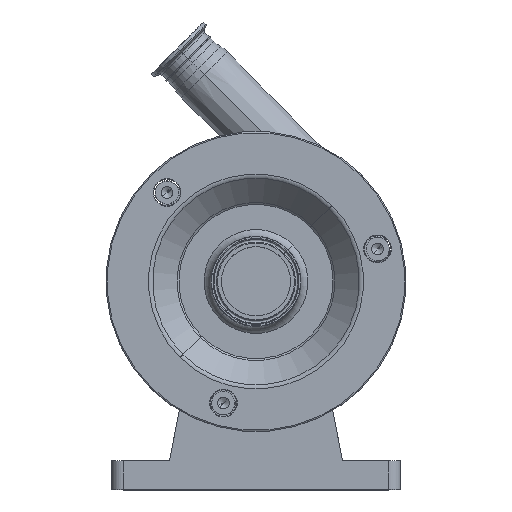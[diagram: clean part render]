
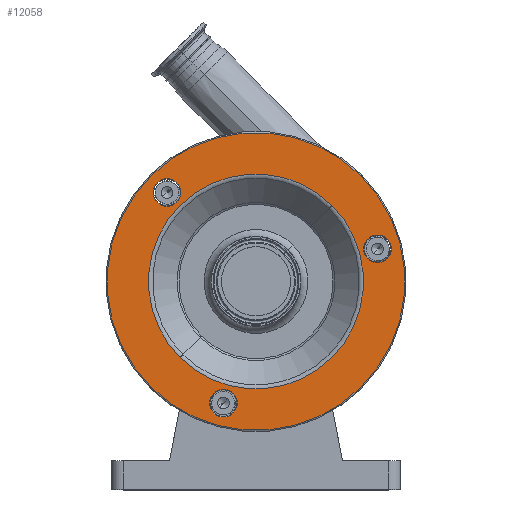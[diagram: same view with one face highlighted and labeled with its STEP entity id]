
A CAD part, top view. The second image highlights one B-rep face of the part: STEP entity #12058.
In plain terms, the highlighted planar face has unit normal (0, 0, 1).
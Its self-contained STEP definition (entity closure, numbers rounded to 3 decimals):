
#71 = DIRECTION ( 'NONE',  ( -0.707, -0.707, 0. ) ) ;
#268 = VERTEX_POINT ( 'NONE', #2511 ) ;
#304 = EDGE_LOOP ( 'NONE', ( #2564, #13392 ) ) ;
#365 = EDGE_CURVE ( 'NONE', #1690, #14492, #5364, .T. ) ;
#423 = EDGE_CURVE ( 'NONE', #9958, #1911, #14838, .T. ) ;
#449 = DIRECTION ( 'NONE',  ( -0.707, -0.707, 0. ) ) ;
#465 = CARTESIAN_POINT ( 'NONE',  ( 0., 0., 219. ) ) ;
#553 = CARTESIAN_POINT ( 'NONE',  ( 0., 0., 219. ) ) ;
#595 = ORIENTED_EDGE ( 'NONE', *, *, #11935, .T. ) ;
#845 = CARTESIAN_POINT ( 'NONE',  ( -91.217, 91.217, 219. ) ) ;
#1077 = CARTESIAN_POINT ( 'NONE',  ( -68.589, 85.56, 219. ) ) ;
#1241 = EDGE_LOOP ( 'NONE', ( #4457, #14824 ) ) ;
#1673 = EDGE_CURVE ( 'NONE', #6656, #6303, #2064, .T. ) ;
#1690 = VERTEX_POINT ( 'NONE', #10171 ) ;
#1911 = VERTEX_POINT ( 'NONE', #18154 ) ;
#2064 = CIRCLE ( 'NONE', #6041, 129. ) ;
#2127 = EDGE_CURVE ( 'NONE', #9930, #5770, #3620, .T. ) ;
#2203 = CARTESIAN_POINT ( 'NONE',  ( -28.211, -105.286, 219. ) ) ;
#2457 = CIRCLE ( 'NONE', #9780, 12. ) ;
#2511 = CARTESIAN_POINT ( 'NONE',  ( -65.811, -65.811, 219. ) ) ;
#2564 = ORIENTED_EDGE ( 'NONE', *, *, #7934, .F. ) ;
#2689 = CARTESIAN_POINT ( 'NONE',  ( -28.211, -105.286, 219. ) ) ;
#2948 = ORIENTED_EDGE ( 'NONE', *, *, #14020, .T. ) ;
#3006 = AXIS2_PLACEMENT_3D ( 'NONE', #553, #7717, #449 ) ;
#3299 = ORIENTED_EDGE ( 'NONE', *, *, #365, .T. ) ;
#3620 = CIRCLE ( 'NONE', #7876, 12. ) ;
#3807 = DIRECTION ( 'NONE',  ( 0., 0., -1. ) ) ;
#4240 = DIRECTION ( 'NONE',  ( 0., 0., -1. ) ) ;
#4457 = ORIENTED_EDGE ( 'NONE', *, *, #2127, .T. ) ;
#5049 = CARTESIAN_POINT ( 'NONE',  ( -19.726, -96.801, 219. ) ) ;
#5091 = CARTESIAN_POINT ( 'NONE',  ( 91.217, 91.217, 219. ) ) ;
#5337 = DIRECTION ( 'NONE',  ( -0.707, -0.707, 0. ) ) ;
#5364 = CIRCLE ( 'NONE', #7218, 12. ) ;
#5425 = DIRECTION ( 'NONE',  ( -0.707, -0.707, 0. ) ) ;
#5752 = EDGE_CURVE ( 'NONE', #5770, #9930, #13051, .T. ) ;
#5770 = VERTEX_POINT ( 'NONE', #18337 ) ;
#5988 = CARTESIAN_POINT ( 'NONE',  ( 105.286, 28.211, 219. ) ) ;
#6041 = AXIS2_PLACEMENT_3D ( 'NONE', #7100, #4240, #17495 ) ;
#6285 = CARTESIAN_POINT ( 'NONE',  ( -77.075, 77.075, 219. ) ) ;
#6303 = VERTEX_POINT ( 'NONE', #13061 ) ;
#6310 = AXIS2_PLACEMENT_3D ( 'NONE', #10169, #13011, #17587 ) ;
#6608 = AXIS2_PLACEMENT_3D ( 'NONE', #5988, #11815, #8758 ) ;
#6656 = VERTEX_POINT ( 'NONE', #5091 ) ;
#6730 = DIRECTION ( 'NONE',  ( 0., 0., -1. ) ) ;
#6854 = FACE_OUTER_BOUND ( 'NONE', #304, .T. ) ;
#6939 = EDGE_LOOP ( 'NONE', ( #595, #2948 ) ) ;
#7100 = CARTESIAN_POINT ( 'NONE',  ( 0., 0., 219. ) ) ;
#7218 = AXIS2_PLACEMENT_3D ( 'NONE', #11723, #11633, #71 ) ;
#7225 = CIRCLE ( 'NONE', #6310, 129. ) ;
#7717 = DIRECTION ( 'NONE',  ( 0., 0., -1. ) ) ;
#7734 = ORIENTED_EDGE ( 'NONE', *, *, #16711, .T. ) ;
#7876 = AXIS2_PLACEMENT_3D ( 'NONE', #2689, #18522, #17384 ) ;
#7934 = EDGE_CURVE ( 'NONE', #6303, #6656, #7225, .T. ) ;
#8029 = DIRECTION ( 'NONE',  ( 0., 0., -1. ) ) ;
#8758 = DIRECTION ( 'NONE',  ( -0.707, -0.707, 0. ) ) ;
#9780 = AXIS2_PLACEMENT_3D ( 'NONE', #6285, #13176, #16307 ) ;
#9930 = VERTEX_POINT ( 'NONE', #5049 ) ;
#9958 = VERTEX_POINT ( 'NONE', #12586 ) ;
#10169 = CARTESIAN_POINT ( 'NONE',  ( 0., 0., 219. ) ) ;
#10171 = CARTESIAN_POINT ( 'NONE',  ( -85.56, 68.589, 219. ) ) ;
#11167 = FACE_BOUND ( 'NONE', #1241, .T. ) ;
#11232 = CIRCLE ( 'NONE', #3006, 93.071 ) ;
#11270 = FACE_BOUND ( 'NONE', #15587, .T. ) ;
#11633 = DIRECTION ( 'NONE',  ( 0., 0., -1. ) ) ;
#11723 = CARTESIAN_POINT ( 'NONE',  ( -77.075, 77.075, 219. ) ) ;
#11815 = DIRECTION ( 'NONE',  ( 0., 0., -1. ) ) ;
#11935 = EDGE_CURVE ( 'NONE', #268, #17685, #16402, .T. ) ;
#12058 = ADVANCED_FACE ( 'NONE', ( #18408, #11167, #11270, #6854, #12876 ), #18498, .F. ) ;
#12586 = CARTESIAN_POINT ( 'NONE',  ( 96.801, 19.726, 219. ) ) ;
#12688 = CARTESIAN_POINT ( 'NONE',  ( 65.811, 65.811, 219. ) ) ;
#12876 = FACE_BOUND ( 'NONE', #6939, .T. ) ;
#13011 = DIRECTION ( 'NONE',  ( 0., 0., -1. ) ) ;
#13051 = CIRCLE ( 'NONE', #14561, 12. ) ;
#13061 = CARTESIAN_POINT ( 'NONE',  ( -91.217, -91.217, 219. ) ) ;
#13176 = DIRECTION ( 'NONE',  ( 0., 0., -1. ) ) ;
#13392 = ORIENTED_EDGE ( 'NONE', *, *, #1673, .F. ) ;
#14020 = EDGE_CURVE ( 'NONE', #17685, #268, #11232, .T. ) ;
#14492 = VERTEX_POINT ( 'NONE', #1077 ) ;
#14561 = AXIS2_PLACEMENT_3D ( 'NONE', #2203, #8029, #5337 ) ;
#14824 = ORIENTED_EDGE ( 'NONE', *, *, #5752, .T. ) ;
#14838 = CIRCLE ( 'NONE', #6608, 12. ) ;
#14899 = DIRECTION ( 'NONE',  ( -0.707, -0.707, 0. ) ) ;
#15287 = ORIENTED_EDGE ( 'NONE', *, *, #423, .T. ) ;
#15587 = EDGE_LOOP ( 'NONE', ( #7734, #3299 ) ) ;
#15631 = ORIENTED_EDGE ( 'NONE', *, *, #18327, .T. ) ;
#15838 = EDGE_LOOP ( 'NONE', ( #15631, #15287 ) ) ;
#16307 = DIRECTION ( 'NONE',  ( -0.707, -0.707, 0. ) ) ;
#16391 = CIRCLE ( 'NONE', #18220, 12. ) ;
#16402 = CIRCLE ( 'NONE', #16987, 93.071 ) ;
#16698 = DIRECTION ( 'NONE',  ( 0., 0., -1. ) ) ;
#16699 = AXIS2_PLACEMENT_3D ( 'NONE', #845, #3807, #5425 ) ;
#16711 = EDGE_CURVE ( 'NONE', #14492, #1690, #2457, .T. ) ;
#16987 = AXIS2_PLACEMENT_3D ( 'NONE', #465, #16698, #14899 ) ;
#17384 = DIRECTION ( 'NONE',  ( -0.707, -0.707, 0. ) ) ;
#17495 = DIRECTION ( 'NONE',  ( -0.707, -0.707, 0. ) ) ;
#17587 = DIRECTION ( 'NONE',  ( -0.707, -0.707, 0. ) ) ;
#17685 = VERTEX_POINT ( 'NONE', #12688 ) ;
#18154 = CARTESIAN_POINT ( 'NONE',  ( 113.771, 36.697, 219. ) ) ;
#18220 = AXIS2_PLACEMENT_3D ( 'NONE', #18281, #6730, #18370 ) ;
#18281 = CARTESIAN_POINT ( 'NONE',  ( 105.286, 28.211, 219. ) ) ;
#18327 = EDGE_CURVE ( 'NONE', #1911, #9958, #16391, .T. ) ;
#18337 = CARTESIAN_POINT ( 'NONE',  ( -36.697, -113.771, 219. ) ) ;
#18370 = DIRECTION ( 'NONE',  ( -0.707, -0.707, 0. ) ) ;
#18408 = FACE_BOUND ( 'NONE', #15838, .T. ) ;
#18498 = PLANE ( 'NONE',  #16699 ) ;
#18522 = DIRECTION ( 'NONE',  ( 0., 0., -1. ) ) ;
